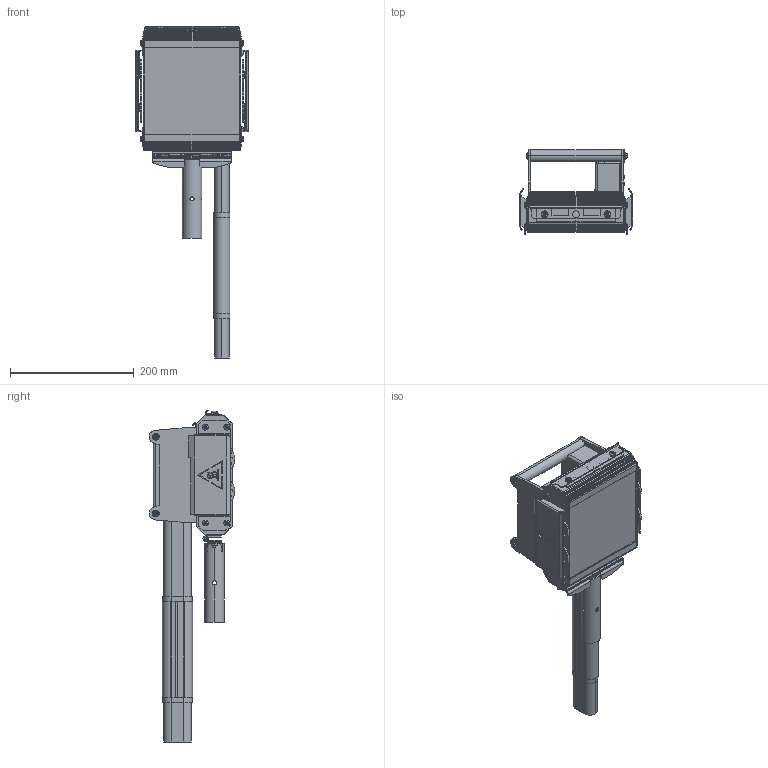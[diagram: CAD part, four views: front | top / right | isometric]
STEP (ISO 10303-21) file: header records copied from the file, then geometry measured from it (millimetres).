
FILE_DESCRIPTION (( 'STEP AP203' ), '1' );
FILE_NAME ('Rolling_Inductor.STEP', '2017-11-15T07:59:35', ( 'ITS' ), ( 'ITW Welding Group' ), 'SwSTEP 2.0', 'SolidWorks 2016', '' );
FILE_SCHEMA (( 'CONFIG_CONTROL_DESIGN' ));
Products named in the file (1): Rolling_Inductor
Bounding box: 183.89 x 138.08 x 537.14 mm (x, y, z)
Surface area: 533521.8 mm2 (no closed solid volume)
Topology: 0 solids, 92 shells, 1645 faces, 5837 edges, 4103 vertices
Faces by surface type: cylinder 824, plane 528, cone 163, torus 117, bspline 11, sphere 2
Entity records: 81774 total; most frequent: CARTESIAN_POINT 31164, DIRECTION 11538, ORIENTED_EDGE 8997, EDGE_CURVE 5826, AXIS2_PLACEMENT_3D 4507, VERTEX_POINT 4103, CIRCLE 2872, VECTOR 2524
